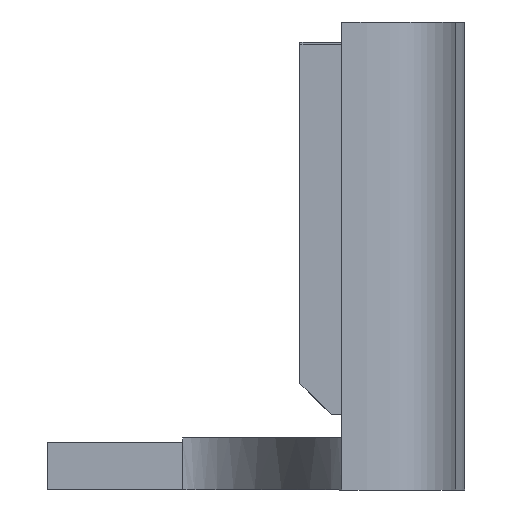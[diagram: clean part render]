
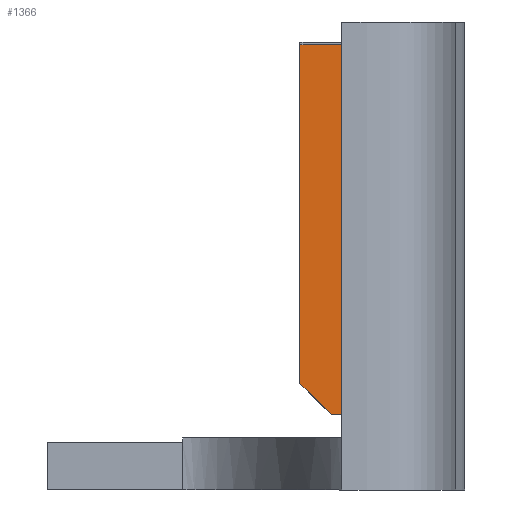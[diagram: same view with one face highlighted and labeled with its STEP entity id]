
A CAD part, left-side view. The second image highlights one B-rep face of the part: STEP entity #1366.
In plain terms, the highlighted planar face has unit normal (-1, 0, 0).
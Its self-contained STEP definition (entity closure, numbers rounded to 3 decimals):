
#153=FACE_OUTER_BOUND('',#237,.T.);
#237=EDGE_LOOP('',(#1179,#1180,#1181,#1182,#1183));
#365=LINE('',#2696,#511);
#376=LINE('',#2717,#522);
#383=LINE('',#2731,#529);
#384=LINE('',#2733,#530);
#385=LINE('',#2734,#531);
#511=VECTOR('',#1657,10.);
#522=VECTOR('',#1672,10.);
#529=VECTOR('',#1685,10.);
#530=VECTOR('',#1686,10.);
#531=VECTOR('',#1687,10.);
#645=VERTEX_POINT('',#2693);
#646=VERTEX_POINT('',#2695);
#654=VERTEX_POINT('',#2716);
#658=VERTEX_POINT('',#2730);
#659=VERTEX_POINT('',#2732);
#821=EDGE_CURVE('',#645,#646,#365,.T.);
#832=EDGE_CURVE('',#646,#654,#376,.T.);
#839=EDGE_CURVE('',#658,#645,#383,.T.);
#840=EDGE_CURVE('',#659,#658,#384,.T.);
#841=EDGE_CURVE('',#659,#654,#385,.T.);
#1179=ORIENTED_EDGE('',*,*,#821,.F.);
#1180=ORIENTED_EDGE('',*,*,#839,.F.);
#1181=ORIENTED_EDGE('',*,*,#840,.F.);
#1182=ORIENTED_EDGE('',*,*,#841,.T.);
#1183=ORIENTED_EDGE('',*,*,#832,.F.);
#1298=PLANE('',#1444);
#1366=ADVANCED_FACE('',(#153),#1298,.T.);
#1444=AXIS2_PLACEMENT_3D('',#2729,#1683,#1684);
#1657=DIRECTION('',(0.,0.707,0.707));
#1672=DIRECTION('',(0.,0.,1.));
#1683=DIRECTION('center_axis',(-1.,0.,0.));
#1684=DIRECTION('ref_axis',(0.,0.,
1.));
#1685=DIRECTION('',(0.,1.,0.));
#1686=DIRECTION('',(0.,0.,-1.));
#1687=DIRECTION('',(0.,1.,0.));
#2693=CARTESIAN_POINT('',(-31.902,-20.268,23.129));
#2695=CARTESIAN_POINT('',(-31.902,-17.268,26.129));
#2696=CARTESIAN_POINT('',(-31.902,-19.768,23.629));
#2716=CARTESIAN_POINT('',(-31.902,-17.268,58.629));
#2717=CARTESIAN_POINT('',(-31.902,-17.268,59.029));
#2729=CARTESIAN_POINT('Origin',(-31.902,-21.268,23.129));
#2730=CARTESIAN_POINT('',(-31.902,-21.268,23.129));
#2731=CARTESIAN_POINT('',(-31.902,-21.268,23.129));
#2732=CARTESIAN_POINT('',(-31.902,-21.268,58.629));
#2733=CARTESIAN_POINT('',(-31.902,-21.268,22.029));
#2734=CARTESIAN_POINT('',(-31.902,-21.268,58.629));
